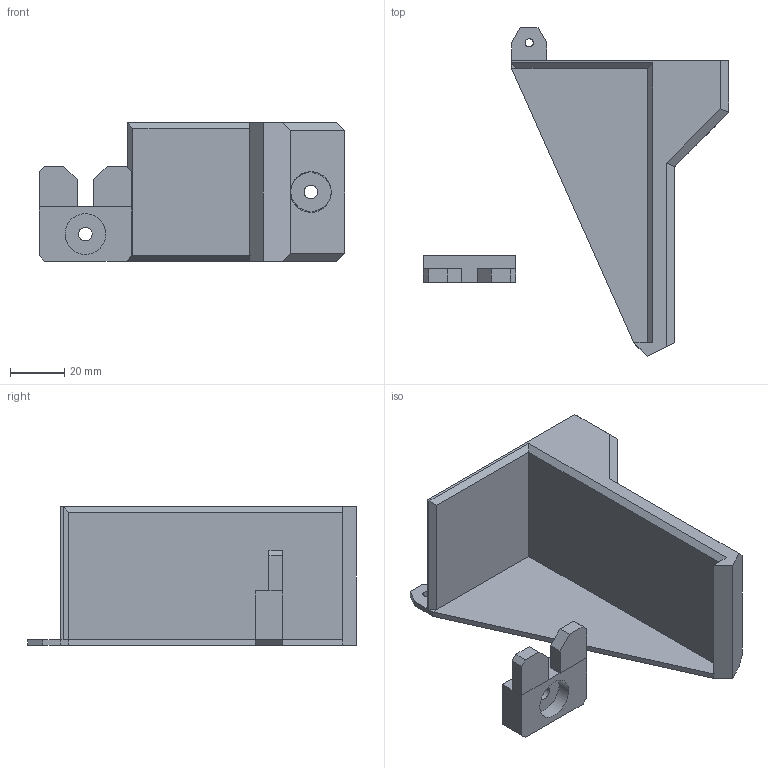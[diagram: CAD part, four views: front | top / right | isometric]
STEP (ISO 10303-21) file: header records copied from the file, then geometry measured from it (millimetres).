
FILE_DESCRIPTION(/* description */ (''),/* implementation_level */ '2;1');
FILE_NAME(/* name */ 'PWSVVH~E',/* time_stamp */ '2018-04-17T11:13:47+02:00',/* author */ (''),/* organization */ (''),/* preprocessor_version */ 'ST-DEVELOPER v15',/* originating_system */ '',/* authorisation */ '');
FILE_SCHEMA (('AUTOMOTIVE_DESIGN'));
Length unit declared in the file: millimetre
Products named in the file (1): Document
Bounding box: 112.52 x 121.13 x 51 mm (x, y, z)
Volume: 101368.6 mm3; surface area: 32212.3 mm2
Topology: 2 solids, 2 shells, 69 faces, 171 edges, 107 vertices
Faces by surface type: plane 58, bspline 11
Entity records: 1989 total; most frequent: CARTESIAN_POINT 805, ORIENTED_EDGE 342, EDGE_CURVE 171, B_SPLINE_CURVE_WITH_KNOTS 143, VERTEX_POINT 107, EDGE_LOOP 76, ADVANCED_FACE 69, FACE_OUTER_BOUND 69
